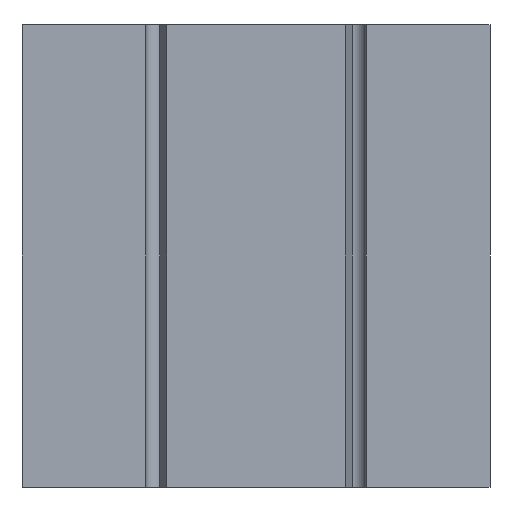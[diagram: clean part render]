
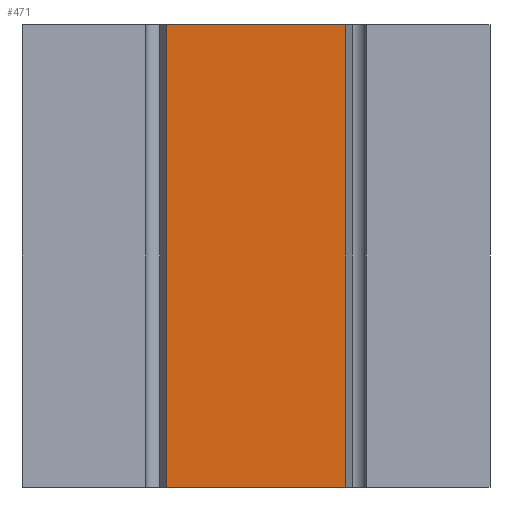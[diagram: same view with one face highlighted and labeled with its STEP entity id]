
A CAD part, front view. The second image highlights one B-rep face of the part: STEP entity #471.
In plain terms, the highlighted planar face has unit normal (0, -1, 0).
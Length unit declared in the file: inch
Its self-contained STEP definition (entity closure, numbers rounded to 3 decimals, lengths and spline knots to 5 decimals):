
#38=PLANE('',#505);
#61=LINE('',#754,#105);
#64=LINE('',#760,#108);
#65=LINE('',#761,#109);
#66=LINE('',#762,#110);
#105=VECTOR('',#562,0.336);
#108=VECTOR('',#567,0.336);
#109=VECTOR('',#568,0.13);
#110=VECTOR('',#569,0.13);
#169=FACE_OUTER_BOUND('',#198,.T.);
#198=EDGE_LOOP('',(#352,#353,#354,#355));
#240=VERTEX_POINT('',#752);
#241=VERTEX_POINT('',#753);
#242=VERTEX_POINT('',#758);
#243=VERTEX_POINT('',#759);
#285=EDGE_CURVE('',#240,#241,#61,.T.);
#288=EDGE_CURVE('',#242,#243,#64,.T.);
#289=EDGE_CURVE('',#241,#242,#65,.T.);
#290=EDGE_CURVE('',#243,#240,#66,.T.);
#352=ORIENTED_EDGE('',*,*,#288,.F.);
#353=ORIENTED_EDGE('',*,*,#289,.F.);
#354=ORIENTED_EDGE('',*,*,#285,.F.);
#355=ORIENTED_EDGE('',*,*,#290,.F.);
#471=ADVANCED_FACE('',(#169),#38,.T.);
#505=AXIS2_PLACEMENT_3D('',#757,#565,#566);
#562=DIRECTION('',(0.,0.,-1.));
#565=DIRECTION('center_axis',(0.,-1.,0.));
#566=DIRECTION('ref_axis',(1.,0.,0.));
#567=DIRECTION('',(0.,0.,1.));
#568=DIRECTION('',(-1.,0.,0.));
#569=DIRECTION('',(1.,0.,0.));
#752=CARTESIAN_POINT('',(0.065,-0.31,0.336));
#753=CARTESIAN_POINT('',(0.065,-0.31,0.));
#754=CARTESIAN_POINT('',(0.065,-0.31,0.));
#757=CARTESIAN_POINT('Origin',(-0.07,-0.31,0.));
#758=CARTESIAN_POINT('',(-0.065,-0.31,0.));
#759=CARTESIAN_POINT('',(-0.065,-0.31,0.336));
#760=CARTESIAN_POINT('',(-0.065,-0.31,0.));
#761=CARTESIAN_POINT('',(0.07,-0.31,0.));
#762=CARTESIAN_POINT('',(0.07,-0.31,0.336));
